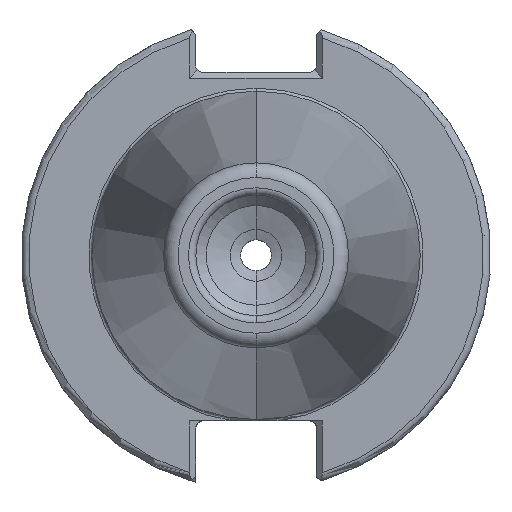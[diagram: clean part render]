
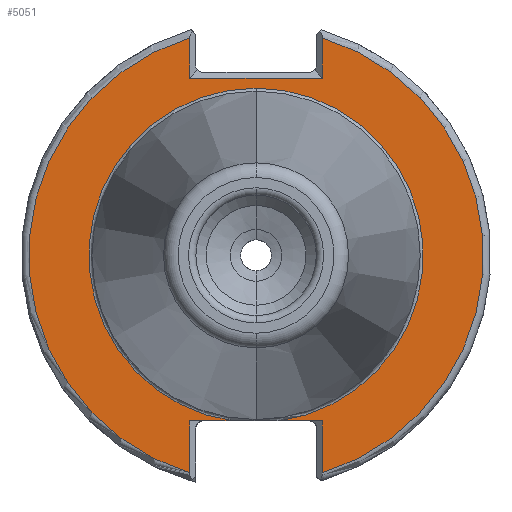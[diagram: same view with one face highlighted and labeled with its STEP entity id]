
A CAD part, left-side view. The second image highlights one B-rep face of the part: STEP entity #5051.
In plain terms, the highlighted planar face has unit normal (-1, 0, 0).
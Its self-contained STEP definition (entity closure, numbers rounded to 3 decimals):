
#116 = CARTESIAN_POINT ( 'NONE',  ( -76.82, 0., 0. ) ) ;
#135 = EDGE_CURVE ( 'NONE', #4952, #1400, #4094, .T. ) ;
#158 = VERTEX_POINT ( 'NONE', #2762 ) ;
#290 = AXIS2_PLACEMENT_3D ( 'NONE', #116, #1739, #4619 ) ;
#309 = EDGE_CURVE ( 'NONE', #4043, #4473, #1121, .T. ) ;
#329 = DIRECTION ( 'NONE',  ( 0., 0., -1. ) ) ;
#374 = VERTEX_POINT ( 'NONE', #2319 ) ;
#406 = EDGE_CURVE ( 'NONE', #4081, #4043, #4151, .T. ) ;
#497 = CARTESIAN_POINT ( 'NONE',  ( -76.82, 0., 0. ) ) ;
#499 = ORIENTED_EDGE ( 'NONE', *, *, #2806, .T. ) ;
#646 = ORIENTED_EDGE ( 'NONE', *, *, #1484, .T. ) ;
#648 = LINE ( 'NONE', #2124, #4741 ) ;
#677 = EDGE_CURVE ( 'NONE', #4952, #4081, #2982, .T. ) ;
#728 = LINE ( 'NONE', #1585, #4950 ) ;
#790 = VECTOR ( 'NONE', #1864, 1000. ) ;
#887 = ORIENTED_EDGE ( 'NONE', *, *, #2028, .T. ) ;
#907 = DIRECTION ( 'NONE',  ( 0., 0., 1. ) ) ;
#925 = LINE ( 'NONE', #1457, #790 ) ;
#938 = VECTOR ( 'NONE', #5254, 1000. ) ;
#950 = CARTESIAN_POINT ( 'NONE',  ( -76.82, 8.99, -22.41 ) ) ;
#953 = CARTESIAN_POINT ( 'NONE',  ( -76.82, -8.99, -22.41 ) ) ;
#975 = DIRECTION ( 'NONE',  ( 0., 0., 1. ) ) ;
#1097 = FACE_OUTER_BOUND ( 'NONE', #4771, .T. ) ;
#1121 = CIRCLE ( 'NONE', #2566, 30.775 ) ;
#1149 = CARTESIAN_POINT ( 'NONE',  ( -76.82, -8.99, 0. ) ) ;
#1220 = EDGE_CURVE ( 'NONE', #2519, #5225, #1999, .T. ) ;
#1338 = PLANE ( 'NONE',  #290 ) ;
#1400 = VERTEX_POINT ( 'NONE', #2900 ) ;
#1416 = EDGE_CURVE ( 'NONE', #1400, #5225, #3290, .T. ) ;
#1434 = CARTESIAN_POINT ( 'NONE',  ( -76.82, 0., 0. ) ) ;
#1457 = CARTESIAN_POINT ( 'NONE',  ( -76.82, 8.99, 30.701 ) ) ;
#1484 = EDGE_CURVE ( 'NONE', #374, #2519, #3165, .T. ) ;
#1585 = CARTESIAN_POINT ( 'NONE',  ( -76.82, 0., 24. ) ) ;
#1638 = ORIENTED_EDGE ( 'NONE', *, *, #1220, .T. ) ;
#1739 = DIRECTION ( 'NONE',  ( 1., 0., 0. ) ) ;
#1781 = CARTESIAN_POINT ( 'NONE',  ( -76.82, -8.19, -22.41 ) ) ;
#1804 = DIRECTION ( 'NONE',  ( -1., 0., 0. ) ) ;
#1839 = DIRECTION ( 'NONE',  ( 0., 0., -1. ) ) ;
#1843 = CARTESIAN_POINT ( 'NONE',  ( -76.82, -8.99, 24. ) ) ;
#1864 = DIRECTION ( 'NONE',  ( 0., 0., 1. ) ) ;
#1877 = VECTOR ( 'NONE', #3443, 1000. ) ;
#1999 = LINE ( 'NONE', #2392, #938 ) ;
#2024 = ORIENTED_EDGE ( 'NONE', *, *, #4523, .T. ) ;
#2028 = EDGE_CURVE ( 'NONE', #2404, #374, #4259, .T. ) ;
#2083 = CARTESIAN_POINT ( 'NONE',  ( -76.82, -3.112, -22.41 ) ) ;
#2124 = CARTESIAN_POINT ( 'NONE',  ( -76.82, -8.99, 24.8 ) ) ;
#2319 = CARTESIAN_POINT ( 'NONE',  ( -76.82, 8.99, -29.433 ) ) ;
#2323 = DIRECTION ( 'NONE',  ( -1., 0., 0. ) ) ;
#2392 = CARTESIAN_POINT ( 'NONE',  ( -76.82, -8.19, -22.41 ) ) ;
#2404 = VERTEX_POINT ( 'NONE', #2472 ) ;
#2428 = AXIS2_PLACEMENT_3D ( 'NONE', #497, #3348, #907 ) ;
#2472 = CARTESIAN_POINT ( 'NONE',  ( -76.82, 8.99, 29.433 ) ) ;
#2519 = VERTEX_POINT ( 'NONE', #950 ) ;
#2566 = AXIS2_PLACEMENT_3D ( 'NONE', #1434, #4310, #1839 ) ;
#2762 = CARTESIAN_POINT ( 'NONE',  ( -76.82, 8.99, 24. ) ) ;
#2785 = VECTOR ( 'NONE', #329, 1000. ) ;
#2806 = EDGE_CURVE ( 'NONE', #5226, #158, #728, .T. ) ;
#2866 = ORIENTED_EDGE ( 'NONE', *, *, #677, .T. ) ;
#2900 = CARTESIAN_POINT ( 'NONE',  ( -76.82, 0., 22.625 ) ) ;
#2982 = LINE ( 'NONE', #1781, #1877 ) ;
#3009 = CARTESIAN_POINT ( 'NONE',  ( -76.82, 8.99, 0. ) ) ;
#3060 = AXIS2_PLACEMENT_3D ( 'NONE', #4278, #1804, #4680 ) ;
#3142 = EDGE_CURVE ( 'NONE', #158, #2404, #925, .T. ) ;
#3165 = LINE ( 'NONE', #3009, #4384 ) ;
#3290 = CIRCLE ( 'NONE', #2428, 22.625 ) ;
#3348 = DIRECTION ( 'NONE',  ( -1., 0., 0. ) ) ;
#3349 = ORIENTED_EDGE ( 'NONE', *, *, #309, .T. ) ;
#3443 = DIRECTION ( 'NONE',  ( 0., -1., 0. ) ) ;
#3837 = ORIENTED_EDGE ( 'NONE', *, *, #1416, .F. ) ;
#4043 = VERTEX_POINT ( 'NONE', #4999 ) ;
#4081 = VERTEX_POINT ( 'NONE', #953 ) ;
#4094 = CIRCLE ( 'NONE', #4867, 22.625 ) ;
#4151 = LINE ( 'NONE', #1149, #2785 ) ;
#4259 = CIRCLE ( 'NONE', #3060, 30.775 ) ;
#4269 = ORIENTED_EDGE ( 'NONE', *, *, #3142, .T. ) ;
#4278 = CARTESIAN_POINT ( 'NONE',  ( -76.82, 0., 0. ) ) ;
#4308 = ORIENTED_EDGE ( 'NONE', *, *, #135, .F. ) ;
#4310 = DIRECTION ( 'NONE',  ( -1., 0., 0. ) ) ;
#4384 = VECTOR ( 'NONE', #975, 1000. ) ;
#4473 = VERTEX_POINT ( 'NONE', #4500 ) ;
#4500 = CARTESIAN_POINT ( 'NONE',  ( -76.82, -8.99, 29.433 ) ) ;
#4523 = EDGE_CURVE ( 'NONE', #4473, #5226, #648, .T. ) ;
#4619 = DIRECTION ( 'NONE',  ( 0., 0., -1. ) ) ;
#4650 = ORIENTED_EDGE ( 'NONE', *, *, #406, .T. ) ;
#4680 = DIRECTION ( 'NONE',  ( 0., 0., -1. ) ) ;
#4741 = VECTOR ( 'NONE', #4992, 1000. ) ;
#4756 = CARTESIAN_POINT ( 'NONE',  ( -76.82, 3.112, -22.41 ) ) ;
#4771 = EDGE_LOOP ( 'NONE', ( #4269, #887, #646, #1638, #3837, #4308, #2866, #4650, #3349, #2024, #499 ) ) ;
#4793 = CARTESIAN_POINT ( 'NONE',  ( -76.82, 0., 0. ) ) ;
#4867 = AXIS2_PLACEMENT_3D ( 'NONE', #4793, #2323, #5193 ) ;
#4870 = DIRECTION ( 'NONE',  ( 0., 1., 0. ) ) ;
#4950 = VECTOR ( 'NONE', #4870, 1000. ) ;
#4952 = VERTEX_POINT ( 'NONE', #2083 ) ;
#4992 = DIRECTION ( 'NONE',  ( 0., 0., -1. ) ) ;
#4999 = CARTESIAN_POINT ( 'NONE',  ( -76.82, -8.99, -29.433 ) ) ;
#5051 = ADVANCED_FACE ( 'NONE', ( #1097 ), #1338, .F. ) ;
#5193 = DIRECTION ( 'NONE',  ( 0., 0., 1. ) ) ;
#5225 = VERTEX_POINT ( 'NONE', #4756 ) ;
#5226 = VERTEX_POINT ( 'NONE', #1843 ) ;
#5254 = DIRECTION ( 'NONE',  ( 0., -1., 0. ) ) ;
